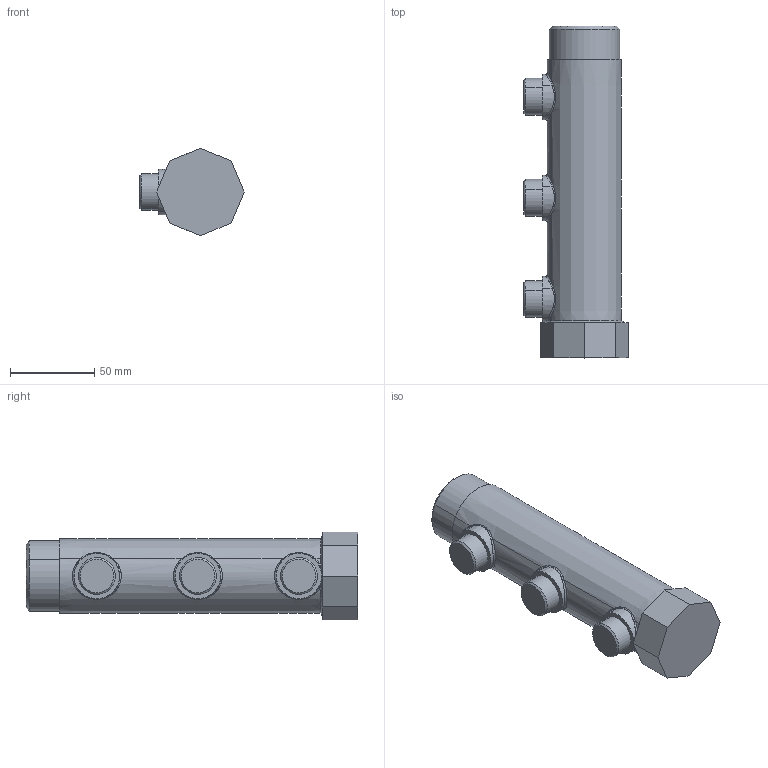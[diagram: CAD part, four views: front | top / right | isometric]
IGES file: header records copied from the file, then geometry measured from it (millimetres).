
Start section: START RECORD GO HERE.
Global section: file name: IGES_592736_-_TST.igs; native system: DASSAULT SYSTEMES CATIA Version 5-6 Release 2016 - www.3ds.com; preprocessor: V5-6R2016_5.26.4.0.01-18-2017.20.00; author: Advantage; organization: CALEFFI; date: 20180206.172030; units: millimetre
Bounding box: 61.98 x 197 x 51.95 mm (x, y, z)
Surface area: 34394.9 mm2 (no closed solid volume)
Topology: 0 solids, 0 shells, 65 faces, 294 edges, 294 vertices
Faces by surface type: revolution 27, plane 25, bspline 13
